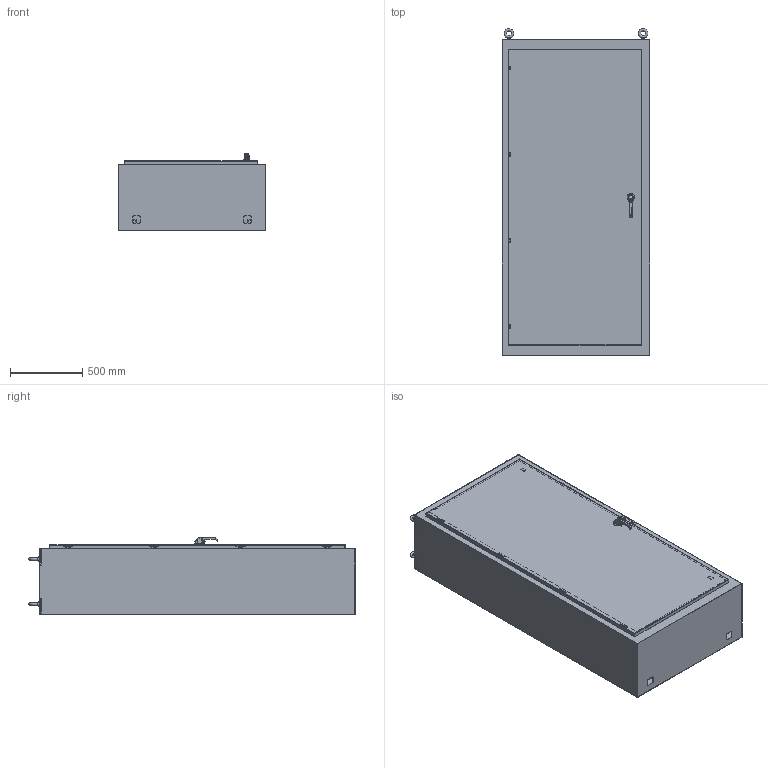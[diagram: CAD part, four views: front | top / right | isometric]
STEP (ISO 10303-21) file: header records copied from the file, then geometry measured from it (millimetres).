
FILE_DESCRIPTION (( 'STEP AP214' ), '1' );
FILE_NAME ('SCE-N86L4018.STEP', '2024-05-09T15:54:39', ( '' ), ( '' ), 'SwSTEP 2.0', 'SolidWorks 2023', '' );
FILE_SCHEMA (( 'AUTOMOTIVE_DESIGN' ));
Length unit declared in the file: inch
Products named in the file (1): SCE-N86L4018
Bounding box: 1022.35 x 2259.17 x 534.57 mm (x, y, z)
Volume: 20600637.4 mm3; surface area: 15321944.8 mm2
Topology: 31 solids, 35 shells, 4210 faces, 10668 edges, 6565 vertices
Faces by surface type: plane 1649, cylinder 1469, bspline 436, torus 432, cone 119, sphere 105
Full cylindrical faces by diameter (mm): 1.016 x4, 3.978 x4, 4.318 x20, 4.978 x16, 5.016 x2, 5.207 x8, 5.232 x8, 5.537 x4, 6.096 x8, 6.198 x8, 6.35 x8, 9.525 x10, 10.323 x8, 11.112 x8, 11.113 x4, 15.24 x4, 16 x1, 22 x1, 29.8 x4
Entity records: 188025 total; most frequent: CARTESIAN_POINT 91166, ORIENTED_EDGE 20598, DIRECTION 19177, EDGE_CURVE 10299, AXIS2_PLACEMENT_3D 7134, VERTEX_POINT 6455, VECTOR 4909, LINE 4909
